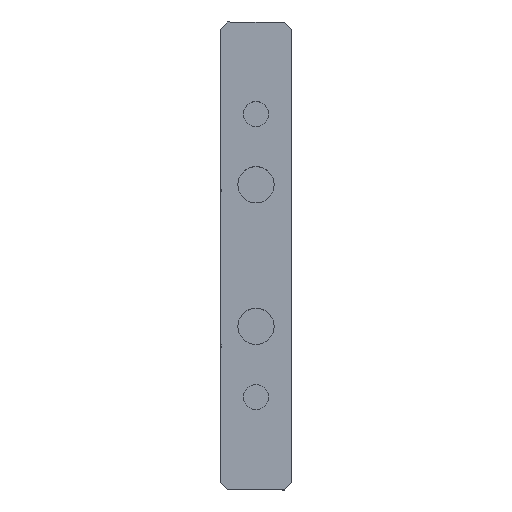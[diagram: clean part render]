
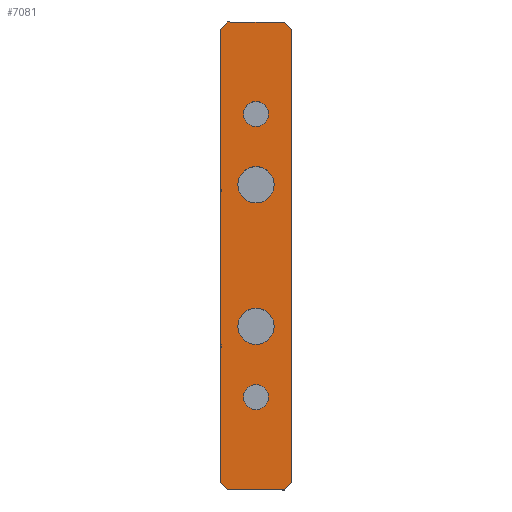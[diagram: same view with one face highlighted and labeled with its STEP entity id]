
A CAD part, top view. The second image highlights one B-rep face of the part: STEP entity #7081.
In plain terms, the highlighted planar face has unit normal (0, 0, 1).
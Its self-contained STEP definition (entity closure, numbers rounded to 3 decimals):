
#93=ELLIPSE('',#7570,2.051,1.5);
#94=ELLIPSE('',#7572,2.051,1.5);
#299=CIRCLE('',#7574,1.764);
#300=CIRCLE('',#7575,1.764);
#301=CIRCLE('',#7576,2.558);
#302=CIRCLE('',#7577,2.558);
#524=FACE_BOUND('',#1753,.T.);
#525=FACE_BOUND('',#1754,.T.);
#526=FACE_BOUND('',#1755,.T.);
#527=FACE_BOUND('',#1756,.T.);
#1218=FACE_OUTER_BOUND('',#1752,.T.);
#1752=EDGE_LOOP('',(#6382,#6383,#6384,#6385,#6386,#6387,#6388,#6389,#6390,
#6391,#6392,#6393));
#1753=EDGE_LOOP('',(#6394));
#1754=EDGE_LOOP('',(#6395));
#1755=EDGE_LOOP('',(#6396));
#1756=EDGE_LOOP('',(#6397));
#2209=LINE('',#12478,#2765);
#2211=LINE('',#12491,#2767);
#2212=LINE('',#12495,#2768);
#2216=LINE('',#12506,#2772);
#2276=LINE('',#12869,#2832);
#2320=LINE('',#13119,#2876);
#2321=LINE('',#13120,#2877);
#2322=LINE('',#13122,#2878);
#2323=LINE('',#13124,#2879);
#2324=LINE('',#13125,#2880);
#2765=VECTOR('',#8246,10.);
#2767=VECTOR('',#8260,10.);
#2768=VECTOR('',#8263,10.);
#2772=VECTOR('',#8271,10.);
#2832=VECTOR('',#8687,10.);
#2876=VECTOR('',#8985,10.);
#2877=VECTOR('',#8986,10.);
#2878=VECTOR('',#8987,10.);
#2879=VECTOR('',#8988,10.);
#2880=VECTOR('',#8989,10.);
#3349=VERTEX_POINT('',#12472);
#3351=VERTEX_POINT('',#12476);
#3354=VERTEX_POINT('',#12487);
#3355=VERTEX_POINT('',#12488);
#3356=VERTEX_POINT('',#12490);
#3357=VERTEX_POINT('',#12492);
#3358=VERTEX_POINT('',#12494);
#3363=VERTEX_POINT('',#12504);
#3484=VERTEX_POINT('',#12859);
#3488=VERTEX_POINT('',#12867);
#3568=VERTEX_POINT('',#13121);
#3569=VERTEX_POINT('',#13123);
#3570=VERTEX_POINT('',#13126);
#3571=VERTEX_POINT('',#13128);
#3572=VERTEX_POINT('',#13130);
#3573=VERTEX_POINT('',#13132);
#4211=EDGE_CURVE('',#3351,#3349,#2209,.T.);
#4216=EDGE_CURVE('',#3355,#3356,#2211,.T.);
#4218=EDGE_CURVE('',#3357,#3358,#2212,.T.);
#4224=EDGE_CURVE('',#3363,#3354,#2216,.T.);
#4405=EDGE_CURVE('',#3488,#3484,#2276,.T.);
#4528=EDGE_CURVE('',#3355,#3354,#93,.T.);
#4529=EDGE_CURVE('',#3357,#3356,#94,.T.);
#4530=EDGE_CURVE('',#3349,#3363,#2320,.T.);
#4531=EDGE_CURVE('',#3484,#3351,#2321,.T.);
#4532=EDGE_CURVE('',#3568,#3488,#2322,.T.);
#4533=EDGE_CURVE('',#3569,#3568,#2323,.T.);
#4534=EDGE_CURVE('',#3358,#3569,#2324,.T.);
#4535=EDGE_CURVE('',#3570,#3570,#299,.T.);
#4536=EDGE_CURVE('',#3571,#3571,#300,.T.);
#4537=EDGE_CURVE('',#3572,#3572,#301,.T.);
#4538=EDGE_CURVE('',#3573,#3573,#302,.T.);
#6382=ORIENTED_EDGE('',*,*,#4528,.T.);
#6383=ORIENTED_EDGE('',*,*,#4224,.F.);
#6384=ORIENTED_EDGE('',*,*,#4530,.F.);
#6385=ORIENTED_EDGE('',*,*,#4211,.F.);
#6386=ORIENTED_EDGE('',*,*,#4531,.F.);
#6387=ORIENTED_EDGE('',*,*,#4405,.F.);
#6388=ORIENTED_EDGE('',*,*,#4532,.F.);
#6389=ORIENTED_EDGE('',*,*,#4533,.F.);
#6390=ORIENTED_EDGE('',*,*,#4534,.F.);
#6391=ORIENTED_EDGE('',*,*,#4218,.F.);
#6392=ORIENTED_EDGE('',*,*,#4529,.T.);
#6393=ORIENTED_EDGE('',*,*,#4216,.F.);
#6394=ORIENTED_EDGE('',*,*,#4535,.T.);
#6395=ORIENTED_EDGE('',*,*,#4536,.T.);
#6396=ORIENTED_EDGE('',*,*,#4537,.T.);
#6397=ORIENTED_EDGE('',*,*,#4538,.T.);
#6734=PLANE('',#7573);
#7081=ADVANCED_FACE('',(#1218,#524,#525,#526,#527),#6734,.T.);
#7570=AXIS2_PLACEMENT_3D('',#13115,#8977,#8978);
#7572=AXIS2_PLACEMENT_3D('',#13117,#8981,#8982);
#7573=AXIS2_PLACEMENT_3D('',#13118,#8983,#8984);
#7574=AXIS2_PLACEMENT_3D('',#13127,#8990,#8991);
#7575=AXIS2_PLACEMENT_3D('',#13129,#8992,#8993);
#7576=AXIS2_PLACEMENT_3D('',#13131,#8994,#8995);
#7577=AXIS2_PLACEMENT_3D('',#13133,#8996,#8997);
#8246=DIRECTION('',(-1.,0.,0.));
#8260=DIRECTION('',(0.,1.,0.));
#8263=DIRECTION('',(0.,1.,0.));
#8271=DIRECTION('',(0.,1.,0.));
#8687=DIRECTION('',(0.,-1.,0.));
#8977=DIRECTION('center_axis',(0.,0.,
-1.));
#8978=DIRECTION('ref_axis',(1.,0.,0.));
#8981=DIRECTION('center_axis',(0.,0.,
-1.));
#8982=DIRECTION('ref_axis',(1.,0.,0.));
#8983=DIRECTION('center_axis',(0.,0.,
1.));
#8984=DIRECTION('ref_axis',(-1.,0.,0.));
#8985=DIRECTION('',(-0.707,0.707,0.));
#8986=DIRECTION('',(-0.707,-0.707,0.));
#8987=DIRECTION('',(0.707,-0.707,0.));
#8988=DIRECTION('',(1.,0.,0.));
#8989=DIRECTION('',(0.707,0.707,0.));
#8990=DIRECTION('center_axis',(0.,0.,
-1.));
#8991=DIRECTION('ref_axis',(-1.,0.,0.));
#8992=DIRECTION('center_axis',(0.,0.,
-1.));
#8993=DIRECTION('ref_axis',(-1.,0.,0.));
#8994=DIRECTION('center_axis',(0.,0.,
-1.));
#8995=DIRECTION('ref_axis',(-1.,0.,0.));
#8996=DIRECTION('center_axis',(0.,0.,
-1.));
#8997=DIRECTION('ref_axis',(-1.,0.,0.));
#12472=CARTESIAN_POINT('',(102.5,-31.,71.5));
#12476=CARTESIAN_POINT('',(110.5,-31.,71.5));
#12478=CARTESIAN_POINT('',(111.5,-31.,71.5));
#12487=CARTESIAN_POINT('',(101.5,-11.255,71.5));
#12488=CARTESIAN_POINT('',(101.5,-10.425,71.5));
#12490=CARTESIAN_POINT('',(101.5,10.745,71.5));
#12491=CARTESIAN_POINT('',(101.5,0.16,71.5));
#12492=CARTESIAN_POINT('',(101.5,11.575,71.5));
#12494=CARTESIAN_POINT('',(101.5,34.,71.5));
#12495=CARTESIAN_POINT('',(101.5,0.16,71.5));
#12504=CARTESIAN_POINT('',(101.5,-30.,71.5));
#12506=CARTESIAN_POINT('',(101.5,0.16,71.5));
#12859=CARTESIAN_POINT('',(111.5,-30.,71.5));
#12867=CARTESIAN_POINT('',(111.5,34.,71.5));
#12869=CARTESIAN_POINT('',(111.5,0.16,71.5));
#13115=CARTESIAN_POINT('Origin',(99.529,-10.84,71.5));
#13117=CARTESIAN_POINT('Origin',(99.529,11.16,71.5));
#13118=CARTESIAN_POINT('Origin',(111.5,0.16,71.5));
#13119=CARTESIAN_POINT('',(96.71,-25.21,71.5));
#13120=CARTESIAN_POINT('',(118.79,-22.71,71.5));
#13121=CARTESIAN_POINT('',(110.5,35.,71.5));
#13122=CARTESIAN_POINT('',(119.71,25.79,71.5));
#13123=CARTESIAN_POINT('',(102.5,35.,71.5));
#13124=CARTESIAN_POINT('',(111.5,35.,71.5));
#13125=CARTESIAN_POINT('',(95.79,28.29,71.5));
#13126=CARTESIAN_POINT('',(108.264,-18.,71.5));
#13127=CARTESIAN_POINT('Origin',(106.5,-18.,71.5));
#13128=CARTESIAN_POINT('',(108.264,22.,71.5));
#13129=CARTESIAN_POINT('Origin',(106.5,22.,71.5));
#13130=CARTESIAN_POINT('',(109.058,-8.,71.5));
#13131=CARTESIAN_POINT('Origin',(106.5,-8.,71.5));
#13132=CARTESIAN_POINT('',(109.058,12.,71.5));
#13133=CARTESIAN_POINT('Origin',(106.5,12.,71.5));
